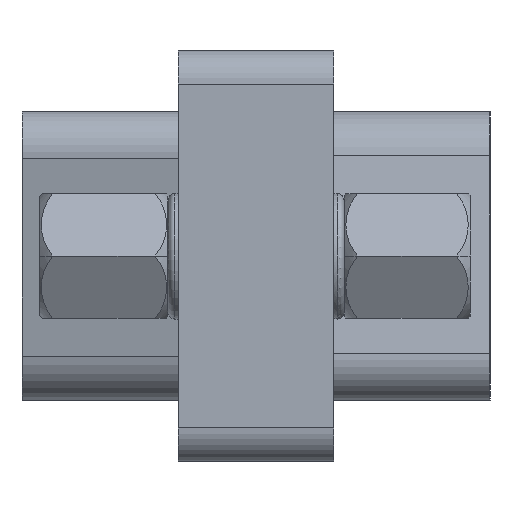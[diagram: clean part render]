
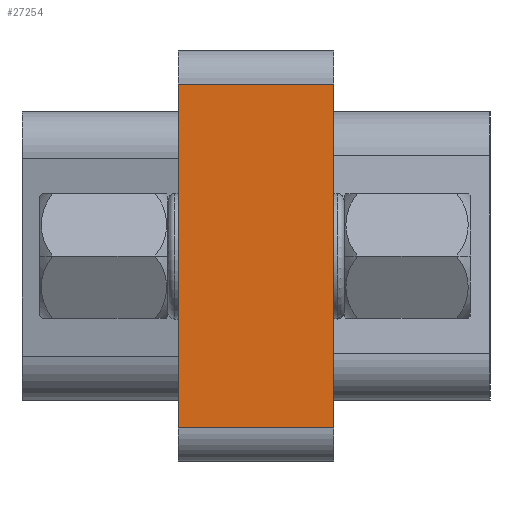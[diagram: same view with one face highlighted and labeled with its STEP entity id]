
A CAD part, left-side view. The second image highlights one B-rep face of the part: STEP entity #27254.
In plain terms, the highlighted planar face has unit normal (-1, 0, 0).
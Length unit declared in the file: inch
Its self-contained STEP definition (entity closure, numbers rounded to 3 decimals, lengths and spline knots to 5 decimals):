
#9277 = ORIENTED_EDGE ( 'NONE', *, *, #26354, .F. ) ;
#9292 = EDGE_CURVE ( 'NONE', #26352, #9352, #27825, .T. ) ;
#9298 = EDGE_CURVE ( 'NONE', #9353, #26355, #27675, .T. ) ;
#9299 = ORIENTED_EDGE ( 'NONE', *, *, #9298, .T. ) ;
#9318 = ORIENTED_EDGE ( 'NONE', *, *, #9292, .T. ) ;
#9326 = EDGE_CURVE ( 'NONE', #9352, #9353, #27789, .T. ) ;
#9352 = VERTEX_POINT ( 'NONE', #27731 ) ;
#9353 = VERTEX_POINT ( 'NONE', #27652 ) ;
#10709 = CARTESIAN_POINT ( 'NONE',  ( -1.325, 0.115, 0.255 ) ) ;
#10710 = DIRECTION ( 'NONE',  ( 0., 0., 1. ) ) ;
#10711 = VECTOR ( 'NONE', #10710, 39.37008 ) ;
#10712 = CARTESIAN_POINT ( 'NONE',  ( -1.325, 0.115, 0.305 ) ) ;
#10713 = LINE ( 'NONE', #10712, #10711 ) ;
#10714 = CARTESIAN_POINT ( 'NONE',  ( -1.325, 0.115, -0.255 ) ) ;
#13217 = DIRECTION ( 'NONE',  ( 0., 0., -1. ) ) ;
#13218 = DIRECTION ( 'NONE',  ( 1., 0., 0. ) ) ;
#13219 = CARTESIAN_POINT ( 'NONE',  ( -1.325, 0.115, 0.305 ) ) ;
#13220 = AXIS2_PLACEMENT_3D ( 'NONE', #13219, #13218, #13217 ) ;
#13221 = PLANE ( 'NONE',  #13220 ) ;
#13222 = FACE_OUTER_BOUND ( 'NONE', #27255, .T. ) ;
#26352 = VERTEX_POINT ( 'NONE', #10714 ) ;
#26354 = EDGE_CURVE ( 'NONE', #26352, #26355, #10713, .T. ) ;
#26355 = VERTEX_POINT ( 'NONE', #10709 ) ;
#27254 = ADVANCED_FACE ( 'NONE', ( #13222 ), #13221, .F. ) ;
#27255 = EDGE_LOOP ( 'NONE', ( #27256, #9299, #9277, #9318 ) ) ;
#27256 = ORIENTED_EDGE ( 'NONE', *, *, #9326, .T. ) ;
#27652 = CARTESIAN_POINT ( 'NONE',  ( -1.325, -0.115, 0.255 ) ) ;
#27672 = DIRECTION ( 'NONE',  ( 0., 1., 0. ) ) ;
#27673 = VECTOR ( 'NONE', #27672, 39.37008 ) ;
#27674 = CARTESIAN_POINT ( 'NONE',  ( -1.325, 0.115, 0.255 ) ) ;
#27675 = LINE ( 'NONE', #27674, #27673 ) ;
#27731 = CARTESIAN_POINT ( 'NONE',  ( -1.325, -0.115, -0.255 ) ) ;
#27786 = DIRECTION ( 'NONE',  ( 0., 0., 1. ) ) ;
#27787 = VECTOR ( 'NONE', #27786, 39.37008 ) ;
#27788 = CARTESIAN_POINT ( 'NONE',  ( -1.325, -0.115, 0.305 ) ) ;
#27789 = LINE ( 'NONE', #27788, #27787 ) ;
#27822 = DIRECTION ( 'NONE',  ( 0., -1., 0. ) ) ;
#27823 = VECTOR ( 'NONE', #27822, 39.37008 ) ;
#27824 = CARTESIAN_POINT ( 'NONE',  ( -1.325, 0.115, -0.255 ) ) ;
#27825 = LINE ( 'NONE', #27824, #27823 ) ;
